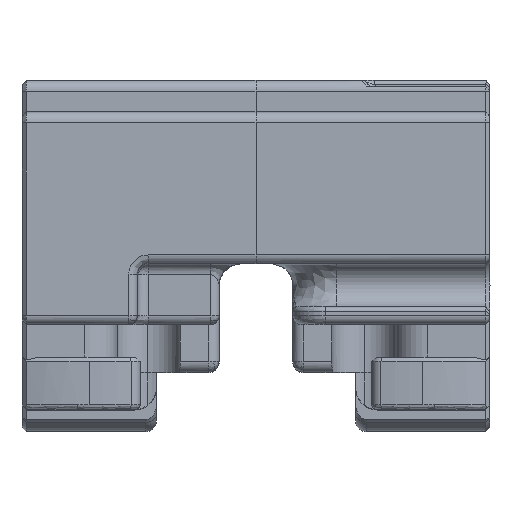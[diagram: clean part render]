
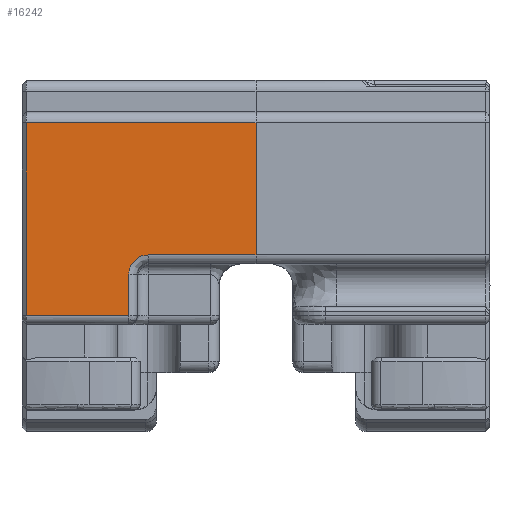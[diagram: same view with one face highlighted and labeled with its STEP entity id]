
A CAD part, top view. The second image highlights one B-rep face of the part: STEP entity #16242.
In plain terms, the highlighted planar face has unit normal (0, 0, 1).
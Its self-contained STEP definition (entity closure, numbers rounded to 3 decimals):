
#166 = PLANE ( 'NONE',  #15178 ) ;
#241 = ORIENTED_EDGE ( 'NONE', *, *, #16744, .F. ) ;
#253 = LINE ( 'NONE', #12019, #27001 ) ;
#860 = LINE ( 'NONE', #18888, #11693 ) ;
#903 = VERTEX_POINT ( 'NONE', #27266 ) ;
#1050 = EDGE_CURVE ( 'NONE', #5572, #21878, #860, .T. ) ;
#1342 = CARTESIAN_POINT ( 'NONE',  ( -11.004, 14.2, 27.747 ) ) ;
#1879 = ORIENTED_EDGE ( 'NONE', *, *, #14977, .F. ) ;
#2512 = DIRECTION ( 'NONE',  ( -1., 0., 0. ) ) ;
#3159 = VERTEX_POINT ( 'NONE', #26379 ) ;
#3286 = CARTESIAN_POINT ( 'NONE',  ( -20., 8.3, 27.747 ) ) ;
#3807 = VERTEX_POINT ( 'NONE', #5295 ) ;
#4247 = VECTOR ( 'NONE', #20431, 1000. ) ;
#5295 = CARTESIAN_POINT ( 'NONE',  ( -21.2, 26.4, 27.747 ) ) ;
#5447 = EDGE_CURVE ( 'NONE', #21878, #17775, #13134, .T. ) ;
#5572 = VERTEX_POINT ( 'NONE', #14756 ) ;
#6286 = CARTESIAN_POINT ( 'NONE',  ( 0., 14.2, 27.747 ) ) ;
#7452 = ORIENTED_EDGE ( 'NONE', *, *, #18028, .F. ) ;
#7607 = DIRECTION ( 'NONE',  ( 0., -1., 0. ) ) ;
#8115 = EDGE_CURVE ( 'NONE', #17775, #24653, #16005, .T. ) ;
#9450 = DIRECTION ( 'NONE',  ( 0., -1., 0. ) ) ;
#9513 = DIRECTION ( 'NONE',  ( 0., -1., 0. ) ) ;
#9815 = CARTESIAN_POINT ( 'NONE',  ( -9.95, 14.2, 27.747 ) ) ;
#10897 = CARTESIAN_POINT ( 'NONE',  ( -20., 14.2, 27.747 ) ) ;
#11600 = LINE ( 'NONE', #12190, #21233 ) ;
#11607 = ORIENTED_EDGE ( 'NONE', *, *, #1050, .F. ) ;
#11693 = VECTOR ( 'NONE', #9513, 1000. ) ;
#11719 = DIRECTION ( 'NONE',  ( 0., 1., 0. ) ) ;
#12019 = CARTESIAN_POINT ( 'NONE',  ( -21.2, 5.6, 27.747 ) ) ;
#12190 = CARTESIAN_POINT ( 'NONE',  ( -20., 8.6, 27.747 ) ) ;
#13134 = LINE ( 'NONE', #10897, #4247 ) ;
#13436 = ORIENTED_EDGE ( 'NONE', *, *, #25245, .F. ) ;
#13901 = ORIENTED_EDGE ( 'NONE', *, *, #8115, .F. ) ;
#14756 = CARTESIAN_POINT ( 'NONE',  ( 0., 26.4, 27.747 ) ) ;
#14977 = EDGE_CURVE ( 'NONE', #24653, #903, #18384, .T. ) ;
#15178 = AXIS2_PLACEMENT_3D ( 'NONE', #3286, #18785, #7607 ) ;
#16005 =( BOUNDED_CURVE ( )  B_SPLINE_CURVE ( 3, ( #28789, #1342, #26392, #28498 ),
 .UNSPECIFIED., .F., .T. ) 
 B_SPLINE_CURVE_WITH_KNOTS ( ( 4, 4 ),
 ( 0., 1. ),
 .UNSPECIFIED. ) 
 CURVE ( )  GEOMETRIC_REPRESENTATION_ITEM ( )  RATIONAL_B_SPLINE_CURVE ( ( 1., 0.805, 0.805, 1. ) ) 
 REPRESENTATION_ITEM ( '' )  );
#16239 = DIRECTION ( 'NONE',  ( 1., 0., 0. ) ) ;
#16242 = ADVANCED_FACE ( 'NONE', ( #20587 ), #166, .F. ) ;
#16454 = CARTESIAN_POINT ( 'NONE',  ( -11.75, 8.3, 27.747 ) ) ;
#16744 = EDGE_CURVE ( 'NONE', #903, #3159, #11600, .T. ) ;
#17172 = ORIENTED_EDGE ( 'NONE', *, *, #5447, .F. ) ;
#17191 = CARTESIAN_POINT ( 'NONE',  ( -11.75, 12.4, 27.747 ) ) ;
#17558 = VECTOR ( 'NONE', #9450, 1000. ) ;
#17775 = VERTEX_POINT ( 'NONE', #9815 ) ;
#18028 = EDGE_CURVE ( 'NONE', #3159, #3807, #253, .T. ) ;
#18384 = LINE ( 'NONE', #16454, #17558 ) ;
#18785 = DIRECTION ( 'NONE',  ( 0., 0., -1. ) ) ;
#18888 = CARTESIAN_POINT ( 'NONE',  ( 0., 8.3, 27.747 ) ) ;
#18994 = EDGE_LOOP ( 'NONE', ( #11607, #13436, #7452, #241, #1879, #13901, #17172 ) ) ;
#19323 = CARTESIAN_POINT ( 'NONE',  ( -20., 26.4, 27.747 ) ) ;
#20431 = DIRECTION ( 'NONE',  ( -1., 0., 0. ) ) ;
#20587 = FACE_OUTER_BOUND ( 'NONE', #18994, .T. ) ;
#21233 = VECTOR ( 'NONE', #2512, 1000. ) ;
#21878 = VERTEX_POINT ( 'NONE', #6286 ) ;
#23822 = VECTOR ( 'NONE', #16239, 1000. ) ;
#24653 = VERTEX_POINT ( 'NONE', #17191 ) ;
#25245 = EDGE_CURVE ( 'NONE', #3807, #5572, #25346, .T. ) ;
#25346 = LINE ( 'NONE', #19323, #23822 ) ;
#26379 = CARTESIAN_POINT ( 'NONE',  ( -21.2, 8.6, 27.747 ) ) ;
#26392 = CARTESIAN_POINT ( 'NONE',  ( -11.75, 13.454, 27.747 ) ) ;
#27001 = VECTOR ( 'NONE', #11719, 1000. ) ;
#27266 = CARTESIAN_POINT ( 'NONE',  ( -11.75, 8.6, 27.747 ) ) ;
#28498 = CARTESIAN_POINT ( 'NONE',  ( -11.75, 12.4, 27.747 ) ) ;
#28789 = CARTESIAN_POINT ( 'NONE',  ( -9.95, 14.2, 27.747 ) ) ;
